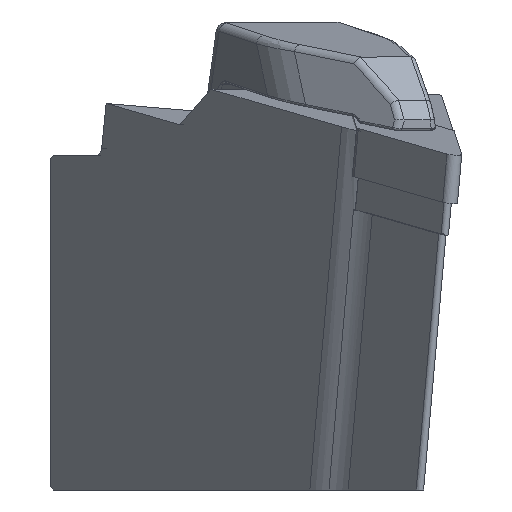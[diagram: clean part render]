
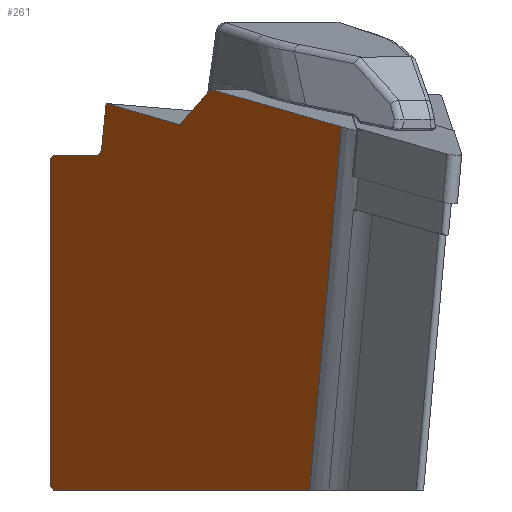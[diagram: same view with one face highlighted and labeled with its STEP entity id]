
A CAD part, left-side view. The second image highlights one B-rep face of the part: STEP entity #261.
In plain terms, the highlighted planar face has unit normal (-0.618, 0.785, -0.03).
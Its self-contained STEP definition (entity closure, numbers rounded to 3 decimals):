
#186=ELLIPSE('',#2374,1.019,0.8);
#261=ADVANCED_FACE('',(#456),#394,.F.);
#394=PLANE('',#2375);
#456=FACE_OUTER_BOUND('',#589,.T.);
#589=EDGE_LOOP('',(#829,#830,#831,#832,#833,#834,#835,#836,#837,#838,#839));
#829=ORIENTED_EDGE('',*,*,#1681,.T.);
#830=ORIENTED_EDGE('',*,*,#1682,.T.);
#831=ORIENTED_EDGE('',*,*,#1670,.F.);
#832=ORIENTED_EDGE('',*,*,#1683,.F.);
#833=ORIENTED_EDGE('',*,*,#1684,.F.);
#834=ORIENTED_EDGE('',*,*,#1685,.F.);
#835=ORIENTED_EDGE('',*,*,#1686,.F.);
#836=ORIENTED_EDGE('',*,*,#1687,.F.);
#837=ORIENTED_EDGE('',*,*,#1688,.F.);
#838=ORIENTED_EDGE('',*,*,#1689,.T.);
#839=ORIENTED_EDGE('',*,*,#1662,.F.);
#1460=VERTEX_POINT('',#3303);
#1461=VERTEX_POINT('',#3305);
#1467=VERTEX_POINT('',#3321);
#1468=VERTEX_POINT('',#3323);
#1475=VERTEX_POINT('',#3350);
#1476=VERTEX_POINT('',#3353);
#1477=VERTEX_POINT('',#3355);
#1478=VERTEX_POINT('',#3357);
#1479=VERTEX_POINT('',#3359);
#1480=VERTEX_POINT('',#3361);
#1481=VERTEX_POINT('',#3363);
#1662=EDGE_CURVE('',#1460,#1461,#1985,.T.);
#1670=EDGE_CURVE('',#1467,#1468,#1991,.T.);
#1681=EDGE_CURVE('',#1460,#1475,#2001,.T.);
#1682=EDGE_CURVE('',#1475,#1468,#2002,.T.);
#1683=EDGE_CURVE('',#1476,#1467,#186,.T.);
#1684=EDGE_CURVE('',#1477,#1476,#2003,.T.);
#1685=EDGE_CURVE('',#1478,#1477,#2004,.T.);
#1686=EDGE_CURVE('',#1479,#1478,#2005,.T.);
#1687=EDGE_CURVE('',#1480,#1479,#2006,.T.);
#1688=EDGE_CURVE('',#1481,#1480,#2007,.T.);
#1689=EDGE_CURVE('',#1481,#1461,#2008,.T.);
#1985=LINE('',#3304,#2180);
#1991=LINE('',#3322,#2186);
#2001=LINE('',#3349,#2196);
#2002=LINE('',#3351,#2197);
#2003=LINE('',#3354,#2198);
#2004=LINE('',#3356,#2199);
#2005=LINE('',#3358,#2200);
#2006=LINE('',#3360,#2201);
#2007=LINE('',#3362,#2202);
#2008=LINE('',#3364,#2203);
#2180=VECTOR('',#2629,1.);
#2186=VECTOR('',#2641,1.);
#2196=VECTOR('',#2657,1.);
#2197=VECTOR('',#2658,1.);
#2198=VECTOR('',#2661,1.);
#2199=VECTOR('',#2662,1.);
#2200=VECTOR('',#2663,1.);
#2201=VECTOR('',#2664,1.);
#2202=VECTOR('',#2665,1.);
#2203=VECTOR('',#2666,1.);
#2374=AXIS2_PLACEMENT_3D('',#3352,#2659,#2660);
#2375=AXIS2_PLACEMENT_3D('',#3365,#2667,#2668);
#2629=DIRECTION('',(-0.77,-0.613,-0.176));
#2641=DIRECTION('',(-0.173,-0.099,0.98));
#2657=DIRECTION('',(0.657,0.496,-0.568));
#2658=DIRECTION('',(0.77,0.613,0.176));
#2659=DIRECTION('',(-0.618,0.785,-0.03));
#2660=DIRECTION('',(0.784,0.619,0.038));
#2661=DIRECTION('',(-0.786,-0.619,0.));
#2662=DIRECTION('',(-0.682,-0.517,0.517));
#2663=DIRECTION('',(-0.048,0.,0.999));
#2664=DIRECTION('',(0.654,0.535,0.535));
#2665=DIRECTION('',(0.786,0.619,0.));
#2666=DIRECTION('',(-0.156,-0.086,0.984));
#2667=DIRECTION('',(0.618,-0.785,0.03));
#2668=DIRECTION('',(0.786,0.619,0.));
#3303=CARTESIAN_POINT('',(30.342,-15.363,6.331));
#3304=CARTESIAN_POINT('',(14.624,-27.873,2.737));
#3305=CARTESIAN_POINT('',(14.624,-27.873,2.737));
#3321=CARTESIAN_POINT('',(43.883,-4.917,0.661));
#3322=CARTESIAN_POINT('',(49.977,-1.422,-33.896));
#3323=CARTESIAN_POINT('',(43.124,-5.352,4.97));
#3349=CARTESIAN_POINT('',(41.472,-6.964,-3.284));
#3350=CARTESIAN_POINT('',(34.262,-12.405,2.944));
#3351=CARTESIAN_POINT('',(15.281,-27.511,-1.395));
#3352=CARTESIAN_POINT('',(44.671,-4.291,0.8));
#3353=CARTESIAN_POINT('',(44.671,-4.321,0.));
#3354=CARTESIAN_POINT('',(20.853,-23.072,0.));
#3355=CARTESIAN_POINT('',(49.779,-0.3,0.));
#3356=CARTESIAN_POINT('',(42.839,-5.565,5.265));
#3357=CARTESIAN_POINT('',(50.175,0.,-0.3));
#3358=CARTESIAN_POINT('',(52.062,0.,-39.728));
#3359=CARTESIAN_POINT('',(51.677,0.,-31.7));
#3360=CARTESIAN_POINT('',(27.094,-20.111,-51.811));
#3361=CARTESIAN_POINT('',(51.311,-0.3,-32.));
#3362=CARTESIAN_POINT('',(21.439,-23.816,-32.));
#3363=CARTESIAN_POINT('',(20.147,-24.833,-32.));
#3364=CARTESIAN_POINT('',(21.608,-24.03,-41.185));
#3365=CARTESIAN_POINT('',(21.608,-24.03,-41.185));
